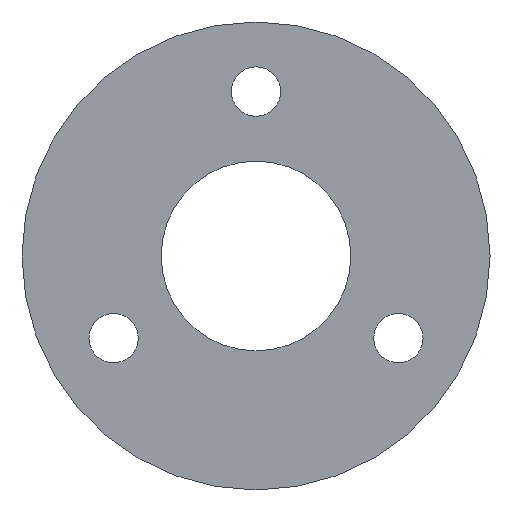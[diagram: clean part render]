
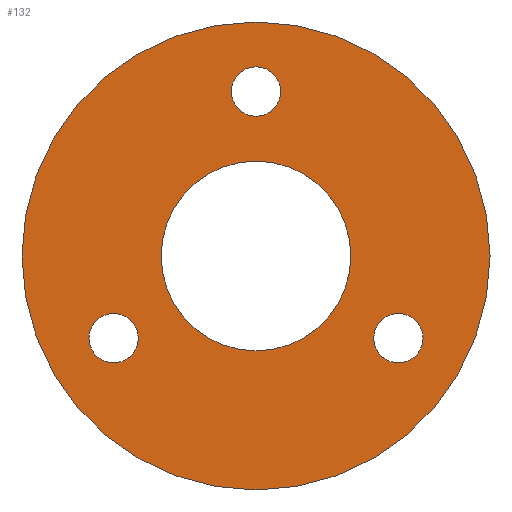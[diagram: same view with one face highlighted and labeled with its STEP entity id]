
A CAD part, left-side view. The second image highlights one B-rep face of the part: STEP entity #132.
In plain terms, the highlighted planar face has unit normal (-1, 0, 0).
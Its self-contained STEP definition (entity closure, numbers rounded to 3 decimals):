
#15=FACE_BOUND('',#38,.T.);
#16=FACE_BOUND('',#39,.T.);
#17=FACE_BOUND('',#40,.T.);
#18=FACE_BOUND('',#41,.T.);
#23=PLANE('',#163);
#30=FACE_OUTER_BOUND('',#37,.T.);
#37=EDGE_LOOP('',(#112));
#38=EDGE_LOOP('',(#113));
#39=EDGE_LOOP('',(#114));
#40=EDGE_LOOP('',(#115));
#41=EDGE_LOOP('',(#116));
#58=CIRCLE('',#150,1.95);
#60=CIRCLE('',#153,1.95);
#62=CIRCLE('',#156,1.95);
#64=CIRCLE('',#159,7.5);
#66=CIRCLE('',#162,18.5);
#68=VERTEX_POINT('',#210);
#70=VERTEX_POINT('',#216);
#72=VERTEX_POINT('',#222);
#74=VERTEX_POINT('',#228);
#76=VERTEX_POINT('',#234);
#79=EDGE_CURVE('',#68,#68,#58,.T.);
#82=EDGE_CURVE('',#70,#70,#60,.T.);
#85=EDGE_CURVE('',#72,#72,#62,.T.);
#88=EDGE_CURVE('',#74,#74,#64,.T.);
#91=EDGE_CURVE('',#76,#76,#66,.T.);
#112=ORIENTED_EDGE('',*,*,#91,.T.);
#113=ORIENTED_EDGE('',*,*,#79,.T.);
#114=ORIENTED_EDGE('',*,*,#82,.T.);
#115=ORIENTED_EDGE('',*,*,#85,.T.);
#116=ORIENTED_EDGE('',*,*,#88,.T.);
#132=ADVANCED_FACE('',(#30,#15,#16,#17,#18),#23,.T.);
#150=AXIS2_PLACEMENT_3D('',#212,#172,#173);
#153=AXIS2_PLACEMENT_3D('',#218,#179,#180);
#156=AXIS2_PLACEMENT_3D('',#224,#186,#187);
#159=AXIS2_PLACEMENT_3D('',#230,#193,#194);
#162=AXIS2_PLACEMENT_3D('',#236,#200,#201);
#163=AXIS2_PLACEMENT_3D('',#237,#202,#203);
#172=DIRECTION('center_axis',(1.,0.,0.));
#173=DIRECTION('ref_axis',(0.,0.,-1.));
#179=DIRECTION('center_axis',(1.,0.,0.));
#180=DIRECTION('ref_axis',(0.,0.,-1.));
#186=DIRECTION('center_axis',(1.,0.,0.));
#187=DIRECTION('ref_axis',(0.,0.,-1.));
#193=DIRECTION('center_axis',(1.,0.,0.));
#194=DIRECTION('ref_axis',(0.,0.,1.));
#200=DIRECTION('center_axis',(-1.,0.,0.));
#201=DIRECTION('ref_axis',(0.,0.,1.));
#202=DIRECTION('center_axis',(-1.,0.,0.));
#203=DIRECTION('ref_axis',(0.,0.,1.));
#210=CARTESIAN_POINT('',(69.9,257.742,16.95));
#212=CARTESIAN_POINT('Origin',(69.9,257.742,15.));
#216=CARTESIAN_POINT('',(69.9,280.258,16.95));
#218=CARTESIAN_POINT('Origin',(69.9,280.258,15.));
#222=CARTESIAN_POINT('',(69.9,269.,36.45));
#224=CARTESIAN_POINT('Origin',(69.9,269.,34.5));
#228=CARTESIAN_POINT('',(69.9,269.,14.));
#230=CARTESIAN_POINT('Origin',(69.9,269.,21.5));
#234=CARTESIAN_POINT('',(69.9,269.,3.));
#236=CARTESIAN_POINT('Origin',(69.9,269.,21.5));
#237=CARTESIAN_POINT('Origin',(69.9,269.,21.5));
